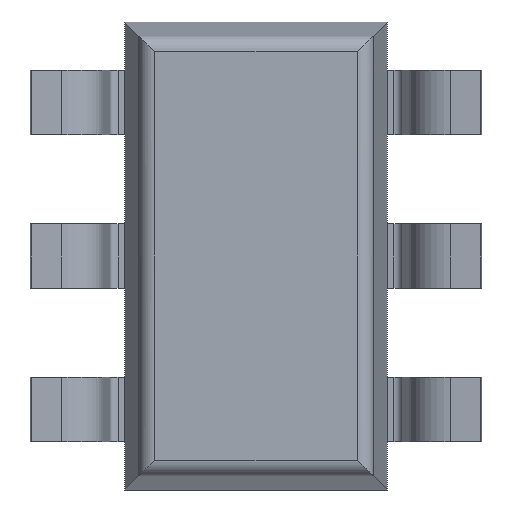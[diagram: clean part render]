
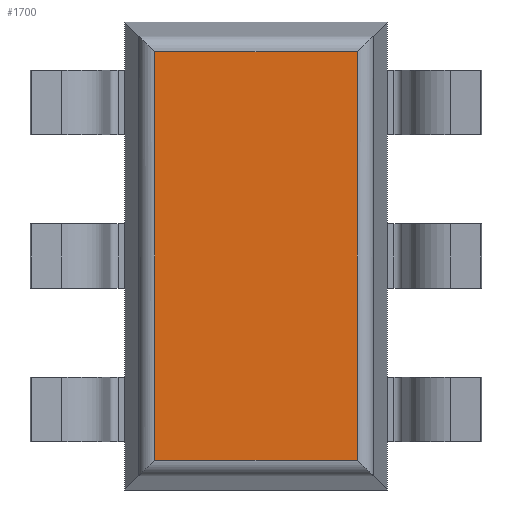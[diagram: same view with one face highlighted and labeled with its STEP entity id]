
A CAD part, front view. The second image highlights one B-rep face of the part: STEP entity #1700.
In plain terms, the highlighted planar face has unit normal (0, -1, 0).
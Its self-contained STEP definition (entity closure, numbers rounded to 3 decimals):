
#66 = CARTESIAN_POINT ( 'NONE',  ( 0.711, 0.15, -1.265 ) ) ;
#106 = ORIENTED_EDGE ( 'NONE', *, *, #896, .T. ) ;
#222 = CARTESIAN_POINT ( 'NONE',  ( -0.627, 0.15, -1.265 ) ) ;
#253 = DIRECTION ( 'NONE',  ( 0., 0., -1. ) ) ;
#340 = VECTOR ( 'NONE', #1593, 1000. ) ;
#577 = CARTESIAN_POINT ( 'NONE',  ( 0.627, 0.15, 1.265 ) ) ;
#717 = AXIS2_PLACEMENT_3D ( 'NONE', #774, #3120, #253 ) ;
#774 = CARTESIAN_POINT ( 'NONE',  ( 0., 0.15, 0. ) ) ;
#896 = EDGE_CURVE ( 'NONE', #1102, #3208, #2017, .T. ) ;
#1028 = CARTESIAN_POINT ( 'NONE',  ( -0.711, 0.15, 1.265 ) ) ;
#1102 = VERTEX_POINT ( 'NONE', #222 ) ;
#1147 = ORIENTED_EDGE ( 'NONE', *, *, #2459, .T. ) ;
#1187 = EDGE_LOOP ( 'NONE', ( #1147, #1386, #106, #2727 ) ) ;
#1342 = CARTESIAN_POINT ( 'NONE',  ( 0.627, 0.15, 1.349 ) ) ;
#1386 = ORIENTED_EDGE ( 'NONE', *, *, #2365, .T. ) ;
#1424 = CARTESIAN_POINT ( 'NONE',  ( -0.627, 0.15, -1.349 ) ) ;
#1593 = DIRECTION ( 'NONE',  ( 1., 0., 0. ) ) ;
#1596 = VECTOR ( 'NONE', #2533, 1000. ) ;
#1700 = ADVANCED_FACE ( 'NONE', ( #2569 ), #2072, .T. ) ;
#1717 = CARTESIAN_POINT ( 'NONE',  ( 0.627, 0.15, -1.265 ) ) ;
#1931 = DIRECTION ( 'NONE',  ( 0., 0., 1. ) ) ;
#2017 = LINE ( 'NONE', #66, #340 ) ;
#2036 = DIRECTION ( 'NONE',  ( -1., 0., 0. ) ) ;
#2072 = PLANE ( 'NONE',  #717 ) ;
#2102 = EDGE_CURVE ( 'NONE', #3208, #3126, #2518, .T. ) ;
#2106 = VERTEX_POINT ( 'NONE', #3197 ) ;
#2138 = VECTOR ( 'NONE', #1931, 1000. ) ;
#2365 = EDGE_CURVE ( 'NONE', #2106, #1102, #3081, .T. ) ;
#2459 = EDGE_CURVE ( 'NONE', #3126, #2106, #2487, .T. ) ;
#2487 = LINE ( 'NONE', #1028, #3388 ) ;
#2518 = LINE ( 'NONE', #1342, #2138 ) ;
#2533 = DIRECTION ( 'NONE',  ( 0., 0., -1. ) ) ;
#2569 = FACE_OUTER_BOUND ( 'NONE', #1187, .T. ) ;
#2727 = ORIENTED_EDGE ( 'NONE', *, *, #2102, .T. ) ;
#3081 = LINE ( 'NONE', #1424, #1596 ) ;
#3120 = DIRECTION ( 'NONE',  ( 0., -1., 0. ) ) ;
#3126 = VERTEX_POINT ( 'NONE', #577 ) ;
#3197 = CARTESIAN_POINT ( 'NONE',  ( -0.627, 0.15, 1.265 ) ) ;
#3208 = VERTEX_POINT ( 'NONE', #1717 ) ;
#3388 = VECTOR ( 'NONE', #2036, 1000. ) ;
